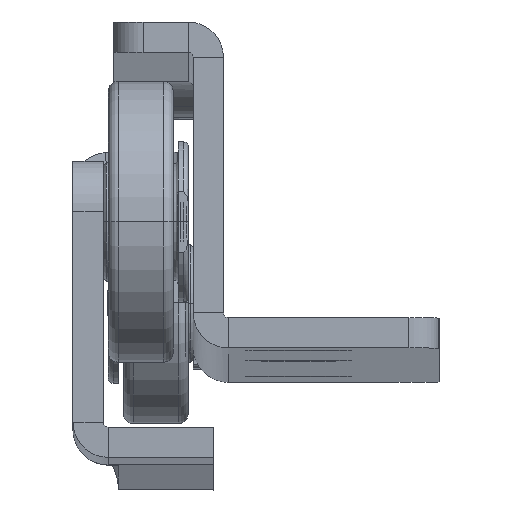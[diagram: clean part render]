
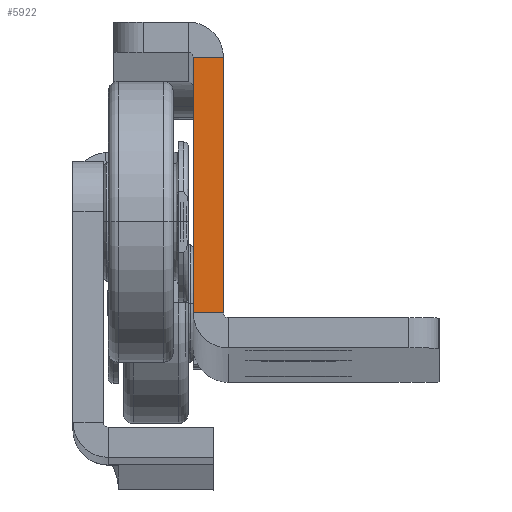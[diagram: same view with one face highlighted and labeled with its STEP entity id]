
A CAD part, top view. The second image highlights one B-rep face of the part: STEP entity #5922.
In plain terms, the highlighted face is planar.
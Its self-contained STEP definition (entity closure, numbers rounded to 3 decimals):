
#1103 = CARTESIAN_POINT ( 'NONE',  ( 0., -6., 450. ) ) ;
#2709 = ORIENTED_EDGE ( 'NONE', *, *, #47947, .T. ) ;
#2904 = CARTESIAN_POINT ( 'NONE',  ( 0., -6., 450. ) ) ;
#3078 = VECTOR ( 'NONE', #15597, 1000. ) ;
#4056 = DIRECTION ( 'NONE',  ( 0., -1., 0. ) ) ;
#5922 = ADVANCED_FACE ( 'NONE', ( #32984 ), #24749, .F. ) ;
#8464 = VECTOR ( 'NONE', #8817, 1000. ) ;
#8817 = DIRECTION ( 'NONE',  ( 0., 1., 0. ) ) ;
#11624 = CARTESIAN_POINT ( 'NONE',  ( 3., -6., 450. ) ) ;
#15000 = VECTOR ( 'NONE', #45672, 1000. ) ;
#15597 = DIRECTION ( 'NONE',  ( 1., 0., 0. ) ) ;
#15626 = EDGE_CURVE ( 'NONE', #28398, #35371, #49697, .T. ) ;
#17917 = CARTESIAN_POINT ( 'NONE',  ( 3., -29., 450. ) ) ;
#21756 = VERTEX_POINT ( 'NONE', #41030 ) ;
#23569 = CARTESIAN_POINT ( 'NONE',  ( 3., 19.5, 450. ) ) ;
#23674 = EDGE_CURVE ( 'NONE', #30031, #21756, #32758, .T. ) ;
#24749 = PLANE ( 'NONE',  #28709 ) ;
#25304 = CARTESIAN_POINT ( 'NONE',  ( 0., -29., 450. ) ) ;
#26087 = EDGE_CURVE ( 'NONE', #21756, #28398, #41806, .T. ) ;
#26805 = ORIENTED_EDGE ( 'NONE', *, *, #15626, .T. ) ;
#28398 = VERTEX_POINT ( 'NONE', #1103 ) ;
#28709 = AXIS2_PLACEMENT_3D ( 'NONE', #45083, #49765, #50321 ) ;
#30031 = VERTEX_POINT ( 'NONE', #23569 ) ;
#30915 = ORIENTED_EDGE ( 'NONE', *, *, #26087, .T. ) ;
#32758 = LINE ( 'NONE', #49538, #15000 ) ;
#32984 = FACE_OUTER_BOUND ( 'NONE', #50433, .T. ) ;
#35371 = VERTEX_POINT ( 'NONE', #11624 ) ;
#35520 = ORIENTED_EDGE ( 'NONE', *, *, #23674, .T. ) ;
#41030 = CARTESIAN_POINT ( 'NONE',  ( 0., 19.5, 450. ) ) ;
#41806 = LINE ( 'NONE', #25304, #47325 ) ;
#45083 = CARTESIAN_POINT ( 'NONE',  ( 0., 29., 450. ) ) ;
#45672 = DIRECTION ( 'NONE',  ( -1., 0., 0. ) ) ;
#47325 = VECTOR ( 'NONE', #4056, 1000. ) ;
#47947 = EDGE_CURVE ( 'NONE', #35371, #30031, #51211, .T. ) ;
#49538 = CARTESIAN_POINT ( 'NONE',  ( 0., 19.5, 450. ) ) ;
#49697 = LINE ( 'NONE', #2904, #3078 ) ;
#49765 = DIRECTION ( 'NONE',  ( 0., 0., -1. ) ) ;
#50321 = DIRECTION ( 'NONE',  ( -1., 0., 0. ) ) ;
#50433 = EDGE_LOOP ( 'NONE', ( #30915, #26805, #2709, #35520 ) ) ;
#51211 = LINE ( 'NONE', #17917, #8464 ) ;
